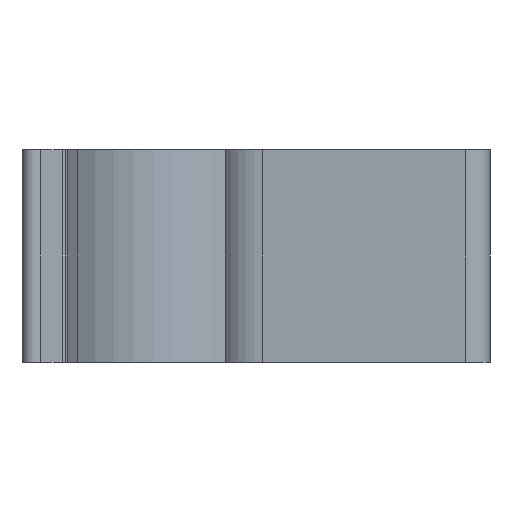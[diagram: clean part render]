
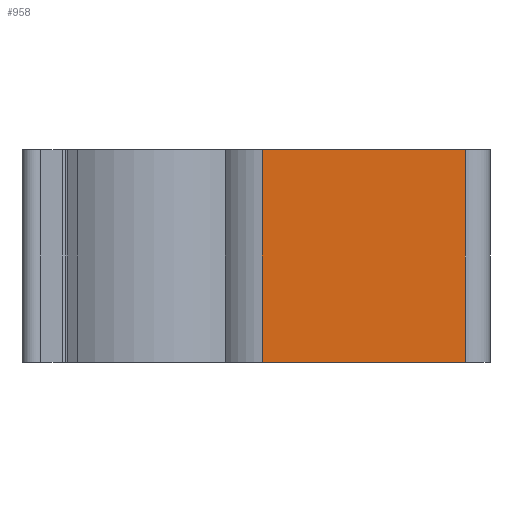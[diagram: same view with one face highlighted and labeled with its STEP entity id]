
A CAD part, left-side view. The second image highlights one B-rep face of the part: STEP entity #958.
In plain terms, the highlighted planar face has unit normal (-1, 0, 0).
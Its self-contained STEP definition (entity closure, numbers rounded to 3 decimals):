
#59 = CARTESIAN_POINT ( 'NONE',  ( -4.811, -0.337, -5. ) ) ;
#69 = CARTESIAN_POINT ( 'NONE',  ( -4.811, -9.861, -5. ) ) ;
#151 = CARTESIAN_POINT ( 'NONE',  ( -4.811, -0.337, 5. ) ) ;
#159 = CARTESIAN_POINT ( 'NONE',  ( -4.811, -9.861, 5. ) ) ;
#216 = EDGE_LOOP ( 'NONE', ( #1987, #1995, #1994, #1993 ) ) ;
#299 = VERTEX_POINT ( 'NONE', #151 ) ;
#316 = VERTEX_POINT ( 'NONE', #69 ) ;
#323 = VERTEX_POINT ( 'NONE', #159 ) ;
#341 = VERTEX_POINT ( 'NONE', #59 ) ;
#958 = ADVANCED_FACE ( 'NONE', ( #2111 ), #3086, .T. ) ;
#1181 = EDGE_CURVE ( 'NONE', #299, #323, #2512, .T. ) ;
#1184 = EDGE_CURVE ( 'NONE', #341, #299, #2518, .T. ) ;
#1188 = EDGE_CURVE ( 'NONE', #316, #323, #2522, .T. ) ;
#1189 = EDGE_CURVE ( 'NONE', #316, #341, #2525, .T. ) ;
#1378 = AXIS2_PLACEMENT_3D ( 'NONE', #3085, #3095, #3096 ) ;
#1987 = ORIENTED_EDGE ( 'NONE', *, *, #1189, .F. ) ;
#1993 = ORIENTED_EDGE ( 'NONE', *, *, #1184, .F. ) ;
#1994 = ORIENTED_EDGE ( 'NONE', *, *, #1181, .F. ) ;
#1995 = ORIENTED_EDGE ( 'NONE', *, *, #1188, .T. ) ;
#2111 = FACE_OUTER_BOUND ( 'NONE', #216, .T. ) ;
#2512 = LINE ( 'NONE', #4175, #2513 ) ;
#2513 = VECTOR ( 'NONE', #4176, 1000. ) ;
#2518 = LINE ( 'NONE', #4181, #2519 ) ;
#2519 = VECTOR ( 'NONE', #4182, 1000. ) ;
#2522 = LINE ( 'NONE', #4191, #2523 ) ;
#2523 = VECTOR ( 'NONE', #4192, 1000. ) ;
#2525 = LINE ( 'NONE', #4186, #2527 ) ;
#2527 = VECTOR ( 'NONE', #4194, 1000. ) ;
#3085 = CARTESIAN_POINT ( 'NONE',  ( -4.811, -0.337, -21.493 ) ) ;
#3086 = PLANE ( 'NONE',  #1378 ) ;
#3095 = DIRECTION ( 'NONE',  ( -1., 0., 0. ) ) ;
#3096 = DIRECTION ( 'NONE',  ( 0., -1., 0. ) ) ;
#4175 = CARTESIAN_POINT ( 'NONE',  ( -4.811, -0.337, 5. ) ) ;
#4176 = DIRECTION ( 'NONE',  ( 0., -1., 0. ) ) ;
#4181 = CARTESIAN_POINT ( 'NONE',  ( -4.811, -0.337, -21.493 ) ) ;
#4182 = DIRECTION ( 'NONE',  ( 0., 0., 1. ) ) ;
#4186 = CARTESIAN_POINT ( 'NONE',  ( -4.811, -0.337, -5. ) ) ;
#4191 = CARTESIAN_POINT ( 'NONE',  ( -4.811, -9.861, -21.493 ) ) ;
#4192 = DIRECTION ( 'NONE',  ( 0., 0., 1. ) ) ;
#4194 = DIRECTION ( 'NONE',  ( 0., 1., 0. ) ) ;
